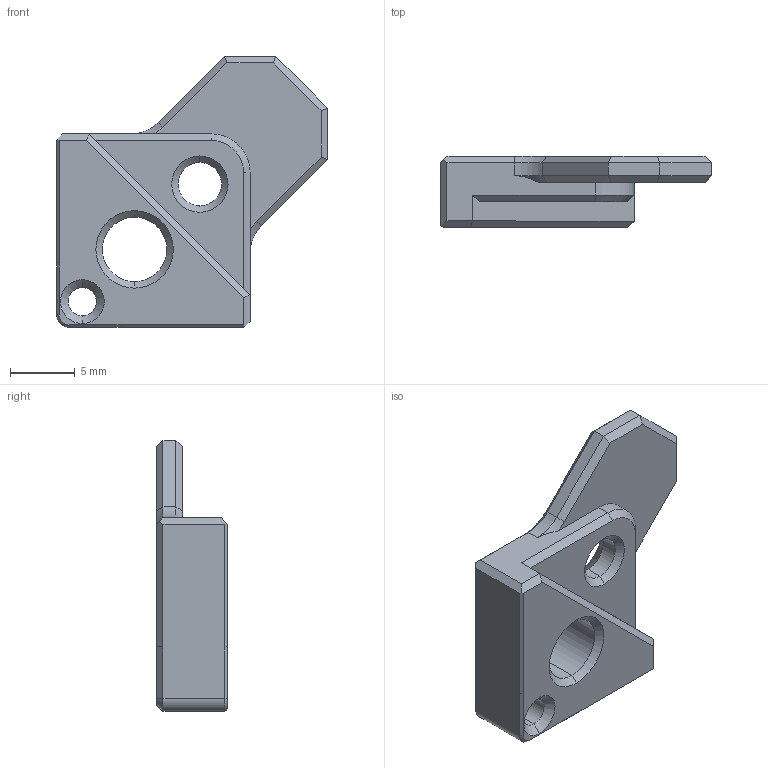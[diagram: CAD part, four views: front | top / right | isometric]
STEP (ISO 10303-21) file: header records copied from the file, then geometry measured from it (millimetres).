
FILE_DESCRIPTION (( 'STEP AP203' ), '1' );
FILE_NAME ('眐 0000 0004-2.STEP', '2020-03-29T15:45:19', ( '' ), ( '' ), 'SwSTEP 2.0', 'SolidWorks 2018', '' );
FILE_SCHEMA (( 'CONFIG_CONTROL_DESIGN' ));
Length unit declared in the file: millimetre
Products named in the file (1): 眐 0000 0004-2
Bounding box: 21 x 5.5 x 21 mm (x, y, z)
Volume: 1045.8 mm3; surface area: 990.8 mm2
Topology: 1 solids, 1 shells, 70 faces, 170 edges, 102 vertices
Faces by surface type: plane 41, cone 19, cylinder 10
Entity records: 2098 total; most frequent: CARTESIAN_POINT 355, DIRECTION 349, ORIENTED_EDGE 340, EDGE_CURVE 170, VECTOR 129, LINE 129, AXIS2_PLACEMENT_3D 110, VERTEX_POINT 102
